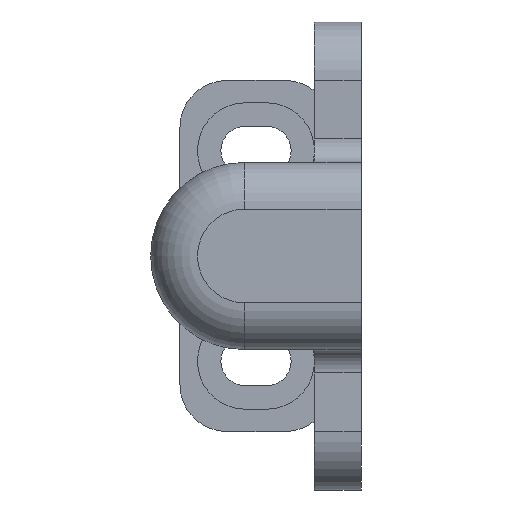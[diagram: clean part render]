
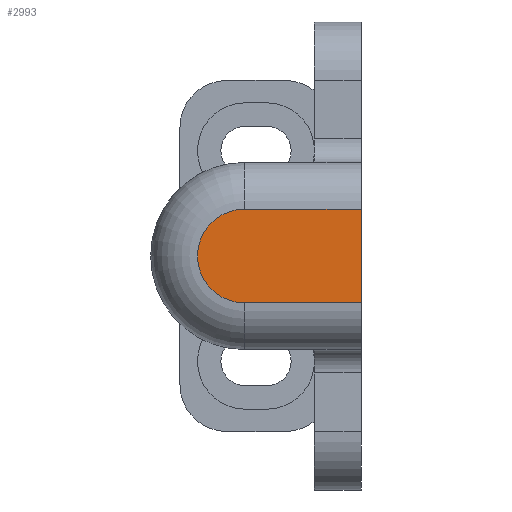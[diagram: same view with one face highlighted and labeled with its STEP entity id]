
A CAD part, left-side view. The second image highlights one B-rep face of the part: STEP entity #2993.
In plain terms, the highlighted face is planar.
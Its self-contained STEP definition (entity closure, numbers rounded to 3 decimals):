
#225 = VECTOR ( 'NONE', #741, 1000. ) ;
#390 = CARTESIAN_POINT ( 'NONE',  ( 0., 1., -24. ) ) ;
#400 = VERTEX_POINT ( 'NONE', #442 ) ;
#442 = CARTESIAN_POINT ( 'NONE',  ( -4., 1., -24. ) ) ;
#595 = AXIS2_PLACEMENT_3D ( 'NONE', #390, #1057, #672 ) ;
#647 = EDGE_CURVE ( 'NONE', #2049, #400, #2760, .T. ) ;
#672 = DIRECTION ( 'NONE',  ( -1., 0., 0. ) ) ;
#741 = DIRECTION ( 'NONE',  ( 0., -1., 0. ) ) ;
#1057 = DIRECTION ( 'NONE',  ( 0., 0., -1. ) ) ;
#1099 = VECTOR ( 'NONE', #2009, 1000. ) ;
#1124 = CARTESIAN_POINT ( 'NONE',  ( 4., 1., -24. ) ) ;
#1331 = EDGE_CURVE ( 'NONE', #2049, #3104, #3125, .T. ) ;
#1362 = EDGE_CURVE ( 'NONE', #400, #3547, #3541, .T. ) ;
#1429 = PLANE ( 'NONE',  #3294 ) ;
#1499 = LINE ( 'NONE', #1124, #225 ) ;
#1532 = CARTESIAN_POINT ( 'NONE',  ( 4., 1., -24. ) ) ;
#1981 = DIRECTION ( 'NONE',  ( 1., 0., 0. ) ) ;
#2009 = DIRECTION ( 'NONE',  ( 0., 1., 0. ) ) ;
#2049 = VERTEX_POINT ( 'NONE', #2845 ) ;
#2251 = EDGE_LOOP ( 'NONE', ( #3647, #2913, #2783, #3602 ) ) ;
#2349 = EDGE_CURVE ( 'NONE', #3547, #3104, #1499, .T. ) ;
#2353 = CARTESIAN_POINT ( 'NONE',  ( -20., -9., -24. ) ) ;
#2381 = CARTESIAN_POINT ( 'NONE',  ( -4., 1., -24. ) ) ;
#2480 = CARTESIAN_POINT ( 'NONE',  ( 4., -9., -24. ) ) ;
#2760 = LINE ( 'NONE', #2381, #1099 ) ;
#2783 = ORIENTED_EDGE ( 'NONE', *, *, #1331, .F. ) ;
#2836 = DIRECTION ( 'NONE',  ( -1., 0., 0. ) ) ;
#2845 = CARTESIAN_POINT ( 'NONE',  ( -4., -9., -24. ) ) ;
#2913 = ORIENTED_EDGE ( 'NONE', *, *, #2349, .T. ) ;
#2993 = ADVANCED_FACE ( 'NONE', ( #3196 ), #1429, .T. ) ;
#3104 = VERTEX_POINT ( 'NONE', #2480 ) ;
#3125 = LINE ( 'NONE', #2353, #3233 ) ;
#3196 = FACE_OUTER_BOUND ( 'NONE', #2251, .T. ) ;
#3232 = DIRECTION ( 'NONE',  ( 0., 0., -1. ) ) ;
#3233 = VECTOR ( 'NONE', #1981, 1000. ) ;
#3294 = AXIS2_PLACEMENT_3D ( 'NONE', #3635, #3232, #2836 ) ;
#3541 = CIRCLE ( 'NONE', #595, 4. ) ;
#3547 = VERTEX_POINT ( 'NONE', #1532 ) ;
#3602 = ORIENTED_EDGE ( 'NONE', *, *, #647, .T. ) ;
#3635 = CARTESIAN_POINT ( 'NONE',  ( 0., 1., -24. ) ) ;
#3647 = ORIENTED_EDGE ( 'NONE', *, *, #1362, .T. ) ;
